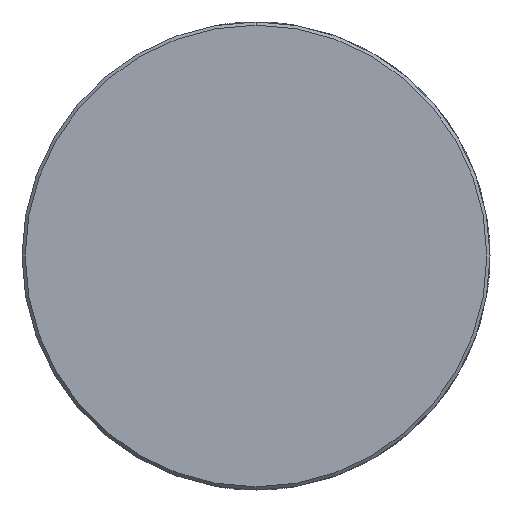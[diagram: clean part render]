
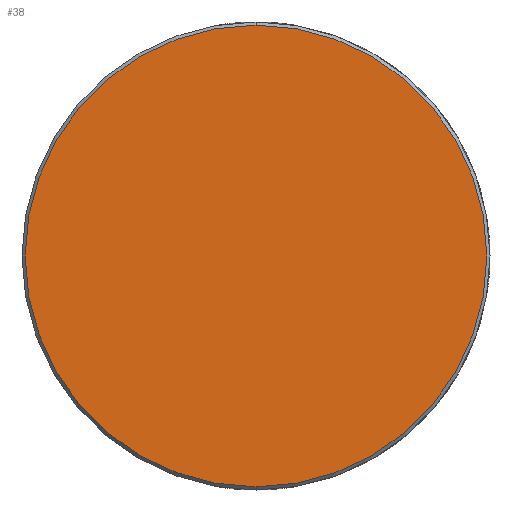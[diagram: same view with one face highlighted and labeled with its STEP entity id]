
A CAD part, front view. The second image highlights one B-rep face of the part: STEP entity #38.
In plain terms, the highlighted planar face has unit normal (0, -1, 0).
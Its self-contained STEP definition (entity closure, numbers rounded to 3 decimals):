
#20 = AXIS2_PLACEMENT_3D ( 'NONE', #160, #823, #1281 ) ;
#31 = CIRCLE ( 'NONE', #2156, 36. ) ;
#38 = ADVANCED_FACE ( 'NONE', ( #76 ), #1047, .F. ) ;
#76 = FACE_OUTER_BOUND ( 'NONE', #1332, .T. ) ;
#160 = CARTESIAN_POINT ( 'NONE',  ( 36.5, -139.348, 0. ) ) ;
#537 = DIRECTION ( 'NONE',  ( 0., -1., 0. ) ) ;
#601 = EDGE_CURVE ( 'NONE', #1533, #734, #1168, .T. ) ;
#734 = VERTEX_POINT ( 'NONE', #1012 ) ;
#823 = DIRECTION ( 'NONE',  ( 0., 1., 0. ) ) ;
#908 = CARTESIAN_POINT ( 'NONE',  ( 0., -139.348, 36. ) ) ;
#950 = ORIENTED_EDGE ( 'NONE', *, *, #1014, .T. ) ;
#955 = AXIS2_PLACEMENT_3D ( 'NONE', #1891, #537, #2119 ) ;
#1012 = CARTESIAN_POINT ( 'NONE',  ( 0., -139.348, -36. ) ) ;
#1014 = EDGE_CURVE ( 'NONE', #734, #1533, #31, .T. ) ;
#1047 = PLANE ( 'NONE',  #20 ) ;
#1075 = CARTESIAN_POINT ( 'NONE',  ( 0., -139.348, 0. ) ) ;
#1168 = CIRCLE ( 'NONE', #955, 36. ) ;
#1281 = DIRECTION ( 'NONE',  ( 0., 0., 1. ) ) ;
#1300 = DIRECTION ( 'NONE',  ( 0., 0., 1. ) ) ;
#1332 = EDGE_LOOP ( 'NONE', ( #1410, #950 ) ) ;
#1410 = ORIENTED_EDGE ( 'NONE', *, *, #601, .T. ) ;
#1533 = VERTEX_POINT ( 'NONE', #908 ) ;
#1891 = CARTESIAN_POINT ( 'NONE',  ( 0., -139.348, 0. ) ) ;
#2119 = DIRECTION ( 'NONE',  ( 0., 0., 1. ) ) ;
#2156 = AXIS2_PLACEMENT_3D ( 'NONE', #1075, #2674, #1300 ) ;
#2674 = DIRECTION ( 'NONE',  ( 0., -1., 0. ) ) ;
